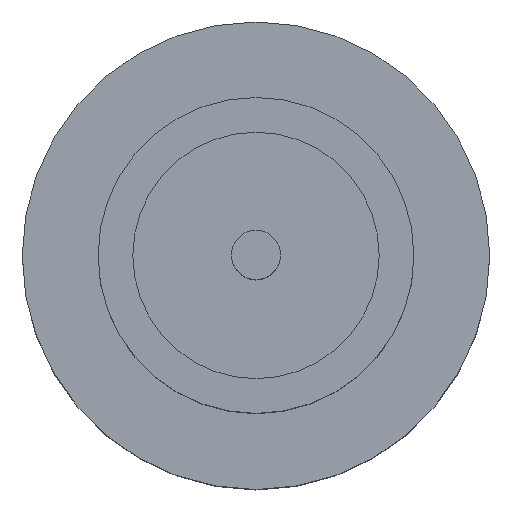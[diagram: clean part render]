
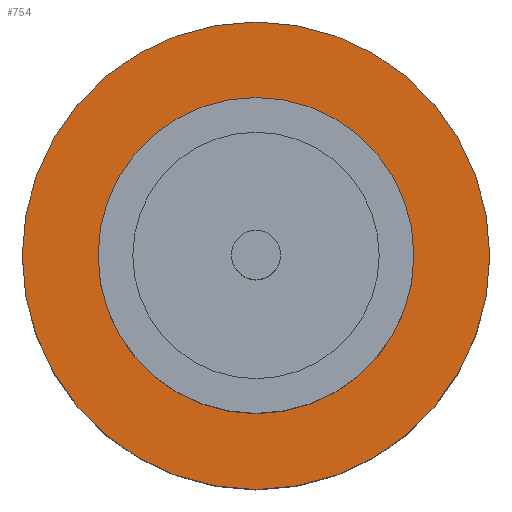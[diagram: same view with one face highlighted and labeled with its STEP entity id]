
A CAD part, top view. The second image highlights one B-rep face of the part: STEP entity #754.
In plain terms, the highlighted planar face has unit normal (0, 0, 1).
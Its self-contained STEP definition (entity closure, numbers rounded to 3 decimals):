
#18 = ORIENTED_EDGE ( 'NONE', *, *, #569, .T. ) ;
#19 = EDGE_CURVE ( 'NONE', #318, #444, #271, .T. ) ;
#45 = DIRECTION ( 'NONE',  ( 0., 0., 1. ) ) ;
#55 = AXIS2_PLACEMENT_3D ( 'NONE', #460, #231, #110 ) ;
#70 = FACE_OUTER_BOUND ( 'NONE', #120, .T. ) ;
#90 = EDGE_CURVE ( 'NONE', #641, #673, #591, .T. ) ;
#91 = CARTESIAN_POINT ( 'NONE',  ( 1.85, 0., 1.55 ) ) ;
#105 = DIRECTION ( 'NONE',  ( 1., 0., 0. ) ) ;
#106 = CIRCLE ( 'NONE', #694, 1.25 ) ;
#110 = DIRECTION ( 'NONE',  ( 1., 0., 0. ) ) ;
#112 = PLANE ( 'NONE',  #346 ) ;
#120 = EDGE_LOOP ( 'NONE', ( #190, #18 ) ) ;
#162 = ORIENTED_EDGE ( 'NONE', *, *, #539, .F. ) ;
#190 = ORIENTED_EDGE ( 'NONE', *, *, #19, .T. ) ;
#231 = DIRECTION ( 'NONE',  ( 0., 0., 1. ) ) ;
#243 = ORIENTED_EDGE ( 'NONE', *, *, #90, .F. ) ;
#266 = FACE_BOUND ( 'NONE', #476, .T. ) ;
#270 = CARTESIAN_POINT ( 'NONE',  ( 0., 0., 1.55 ) ) ;
#271 = CIRCLE ( 'NONE', #55, 1.85 ) ;
#284 = CARTESIAN_POINT ( 'NONE',  ( 0., 0., 1.55 ) ) ;
#288 = DIRECTION ( 'NONE',  ( 1., 0., 0. ) ) ;
#289 = CARTESIAN_POINT ( 'NONE',  ( 0., 0., 1.55 ) ) ;
#295 = CARTESIAN_POINT ( 'NONE',  ( 0., 0., 1.55 ) ) ;
#318 = VERTEX_POINT ( 'NONE', #486 ) ;
#346 = AXIS2_PLACEMENT_3D ( 'NONE', #295, #750, #702 ) ;
#391 = DIRECTION ( 'NONE',  ( 1., 0., 0. ) ) ;
#397 = CARTESIAN_POINT ( 'NONE',  ( -1.25, 0., 1.55 ) ) ;
#435 = CIRCLE ( 'NONE', #607, 1.85 ) ;
#444 = VERTEX_POINT ( 'NONE', #91 ) ;
#460 = CARTESIAN_POINT ( 'NONE',  ( 0., 0., 1.55 ) ) ;
#476 = EDGE_LOOP ( 'NONE', ( #162, #243 ) ) ;
#486 = CARTESIAN_POINT ( 'NONE',  ( -1.85, 0., 1.55 ) ) ;
#539 = EDGE_CURVE ( 'NONE', #673, #641, #106, .T. ) ;
#569 = EDGE_CURVE ( 'NONE', #444, #318, #435, .T. ) ;
#579 = DIRECTION ( 'NONE',  ( 0., 0., 1. ) ) ;
#591 = CIRCLE ( 'NONE', #739, 1.25 ) ;
#607 = AXIS2_PLACEMENT_3D ( 'NONE', #284, #45, #288 ) ;
#641 = VERTEX_POINT ( 'NONE', #397 ) ;
#673 = VERTEX_POINT ( 'NONE', #742 ) ;
#694 = AXIS2_PLACEMENT_3D ( 'NONE', #270, #734, #391 ) ;
#702 = DIRECTION ( 'NONE',  ( 1., 0., 0. ) ) ;
#734 = DIRECTION ( 'NONE',  ( 0., 0., 1. ) ) ;
#739 = AXIS2_PLACEMENT_3D ( 'NONE', #289, #579, #105 ) ;
#742 = CARTESIAN_POINT ( 'NONE',  ( 1.25, 0., 1.55 ) ) ;
#750 = DIRECTION ( 'NONE',  ( 0., 0., 1. ) ) ;
#754 = ADVANCED_FACE ( 'NONE', ( #266, #70 ), #112, .T. ) ;
